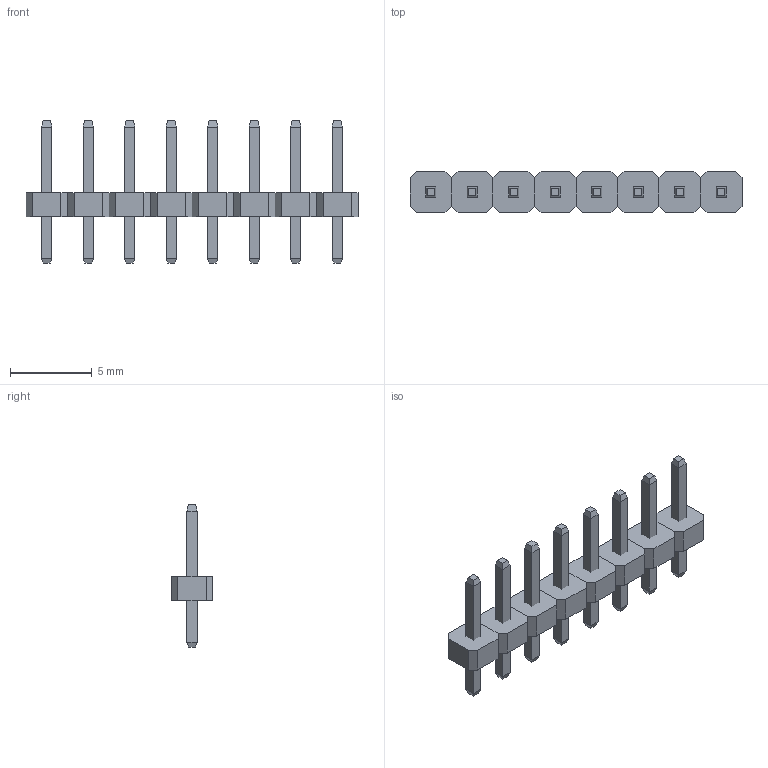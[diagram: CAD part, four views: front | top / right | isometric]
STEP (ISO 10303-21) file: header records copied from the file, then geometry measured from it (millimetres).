
FILE_DESCRIPTION(/* description */ (''),/* implementation_level */ '2;1');
FILE_NAME(/* name */ '254Header1x8P.step',/* time_stamp */ '2022-05-20T10:51:25+08:00',/* author */ (''),/* organization */ (''),/* preprocessor_version */ 'ST-DEVELOPER v18.1',/* originating_system */ 'Autodesk Translation Framework v10.14.0.1471',/* authorisation */ '');
FILE_SCHEMA (('AUTOMOTIVE_DESIGN { 1 0 10303 214 3 1 1 }'));
Length unit declared in the file: millimetre
Products named in the file (1): 2.54排针8P
Bounding box: 20.32 x 2.54 x 8.7 mm (x, y, z)
Volume: 100.5 mm3; surface area: 386.8 mm2
Topology: 16 solids, 16 shells, 192 faces, 416 edges, 256 vertices
Faces by surface type: plane 192
Entity records: 5060 total; most frequent: CARTESIAN_POINT 865, ORIENTED_EDGE 832, DIRECTION 802, LINE 416, VECTOR 416, EDGE_CURVE 416, VERTEX_POINT 256, AXIS2_PLACEMENT_3D 193
